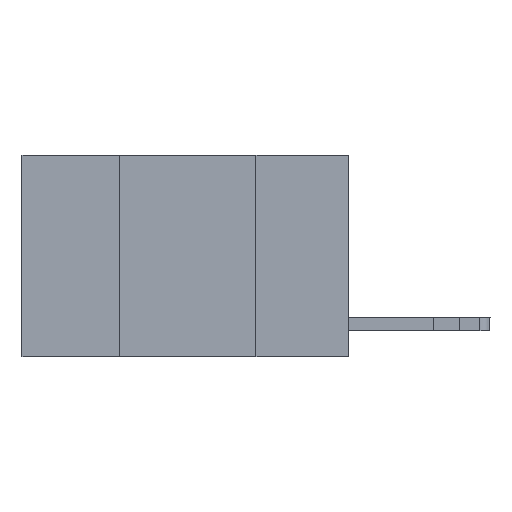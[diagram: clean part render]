
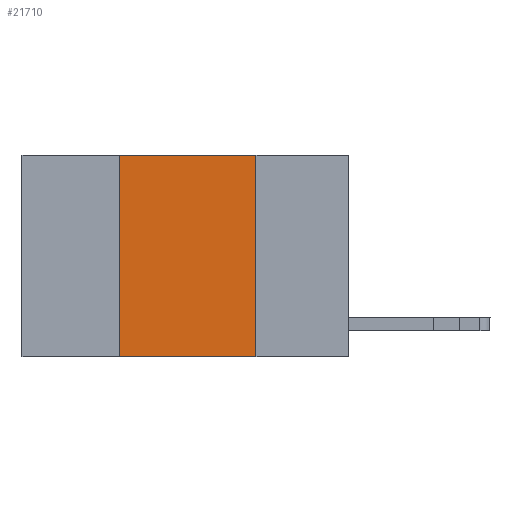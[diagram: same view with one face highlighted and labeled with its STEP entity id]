
A CAD part, left-side view. The second image highlights one B-rep face of the part: STEP entity #21710.
In plain terms, the highlighted planar face has unit normal (-1, 0, 0).
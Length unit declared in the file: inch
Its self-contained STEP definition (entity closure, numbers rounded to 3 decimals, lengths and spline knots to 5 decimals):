
#340 = CARTESIAN_POINT ( 'NONE',  ( 0., 0.17, -0.37 ) ) ;
#2713 = VECTOR ( 'NONE', #17223, 39.37008 ) ;
#3229 = EDGE_CURVE ( 'NONE', #15509, #9736, #20288, .T. ) ;
#3455 = ORIENTED_EDGE ( 'NONE', *, *, #14174, .F. ) ;
#3842 = LINE ( 'NONE', #22800, #17131 ) ;
#4934 = CARTESIAN_POINT ( 'NONE',  ( 0., 0.6, 0. ) ) ;
#5923 = VERTEX_POINT ( 'NONE', #8482 ) ;
#6276 = DIRECTION ( 'NONE',  ( 0., 0., -1. ) ) ;
#7408 = FACE_OUTER_BOUND ( 'NONE', #19270, .T. ) ;
#8482 = CARTESIAN_POINT ( 'NONE',  ( 0., 0.42, 0. ) ) ;
#8722 = DIRECTION ( 'NONE',  ( 1., 0., 0. ) ) ;
#9736 = VERTEX_POINT ( 'NONE', #340 ) ;
#9737 = EDGE_CURVE ( 'NONE', #5923, #15509, #12514, .T. ) ;
#9749 = CARTESIAN_POINT ( 'NONE',  ( 0., 0.42, 0. ) ) ;
#10938 = ORIENTED_EDGE ( 'NONE', *, *, #3229, .F. ) ;
#11012 = ORIENTED_EDGE ( 'NONE', *, *, #15450, .T. ) ;
#11695 = CARTESIAN_POINT ( 'NONE',  ( 0., 0.42, -0.37 ) ) ;
#11938 = VECTOR ( 'NONE', #15499, 39.37008 ) ;
#12514 = LINE ( 'NONE', #19264, #11938 ) ;
#13778 = CARTESIAN_POINT ( 'NONE',  ( 0., 0.17, 0. ) ) ;
#14174 = EDGE_CURVE ( 'NONE', #20203, #5923, #21586, .T. ) ;
#15308 = VECTOR ( 'NONE', #6276, 39.37008 ) ;
#15450 = EDGE_CURVE ( 'NONE', #20203, #9736, #3842, .T. ) ;
#15499 = DIRECTION ( 'NONE',  ( 0., -1., 0. ) ) ;
#15509 = VERTEX_POINT ( 'NONE', #17409 ) ;
#16232 = PLANE ( 'NONE',  #23589 ) ;
#17131 = VECTOR ( 'NONE', #20956, 39.37008 ) ;
#17223 = DIRECTION ( 'NONE',  ( 0., 0., 1. ) ) ;
#17409 = CARTESIAN_POINT ( 'NONE',  ( 0., 0.17, 0. ) ) ;
#17618 = ORIENTED_EDGE ( 'NONE', *, *, #9737, .F. ) ;
#19264 = CARTESIAN_POINT ( 'NONE',  ( 0., 0.6, 0. ) ) ;
#19270 = EDGE_LOOP ( 'NONE', ( #10938, #17618, #3455, #11012 ) ) ;
#20203 = VERTEX_POINT ( 'NONE', #11695 ) ;
#20288 = LINE ( 'NONE', #13778, #15308 ) ;
#20956 = DIRECTION ( 'NONE',  ( 0., -1., 0. ) ) ;
#21586 = LINE ( 'NONE', #9749, #2713 ) ;
#21710 = ADVANCED_FACE ( 'NONE', ( #7408 ), #16232, .F. ) ;
#21856 = DIRECTION ( 'NONE',  ( 0., 0., -1. ) ) ;
#22800 = CARTESIAN_POINT ( 'NONE',  ( 0., 0.6, -0.37 ) ) ;
#23589 = AXIS2_PLACEMENT_3D ( 'NONE', #4934, #8722, #21856 ) ;
